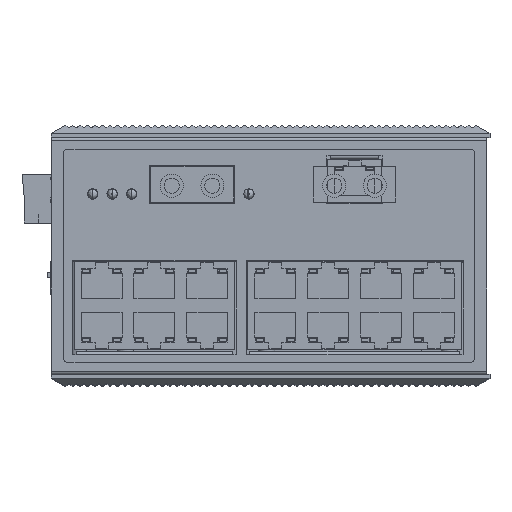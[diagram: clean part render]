
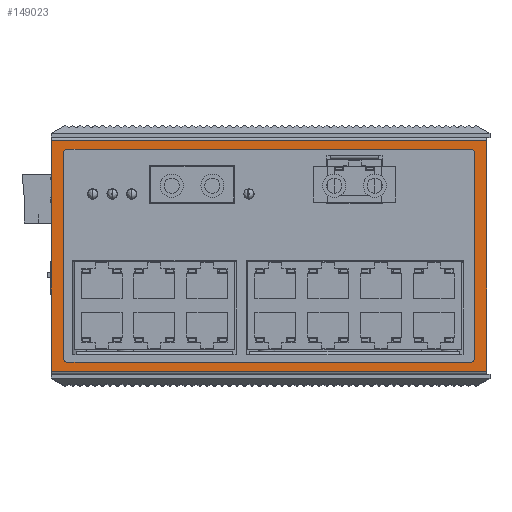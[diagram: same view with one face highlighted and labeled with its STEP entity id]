
A CAD part, top view. The second image highlights one B-rep face of the part: STEP entity #149023.
In plain terms, the highlighted face is planar.
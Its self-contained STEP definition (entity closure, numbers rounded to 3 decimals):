
#145256=DIRECTION('',(-1.,0.,0.));
#145257=VECTOR('',#145256,134.);
#145258=CARTESIAN_POINT('',(67.,-72.1,-48.5));
#145259=LINE('',#145258,#145257);
#145271=DIRECTION('',(0.,-1.,0.));
#145272=VECTOR('',#145271,71.1);
#145273=CARTESIAN_POINT('',(-67.,-1.,-48.5));
#145274=LINE('',#145273,#145272);
#145278=DIRECTION('',(0.,1.,0.));
#145279=VECTOR('',#145278,71.1);
#145280=CARTESIAN_POINT('',(67.,-72.1,-48.5));
#145281=LINE('',#145280,#145279);
#145285=DIRECTION('',(-1.,0.,0.));
#145286=VECTOR('',#145285,134.);
#145287=CARTESIAN_POINT('',(67.,-1.,-48.5));
#145288=LINE('',#145287,#145286);
#145292=DIRECTION('',(0.,-1.,0.));
#145293=VECTOR('',#145292,63.5);
#145294=CARTESIAN_POINT('',(-63.2,-4.75,-48.5));
#145295=LINE('',#145294,#145293);
#145299=CARTESIAN_POINT('',(-62.2,-4.75,-48.5));
#145300=DIRECTION('',(0.,0.,-1.));
#145301=DIRECTION('',(-1.,0.,0.));
#145302=AXIS2_PLACEMENT_3D('',#145299,#145300,#145301);
#145307=DIRECTION('',(-1.,0.,0.));
#145308=VECTOR('',#145307,124.4);
#145309=CARTESIAN_POINT('',(62.2,-3.75,-48.5));
#145310=LINE('',#145309,#145308);
#145314=CARTESIAN_POINT('',(62.2,-4.75,-48.5));
#145315=DIRECTION('',(0.,0.,-1.));
#145316=DIRECTION('',(0.,1.,0.));
#145317=AXIS2_PLACEMENT_3D('',#145314,#145315,#145316);
#145322=DIRECTION('',(0.,1.,0.));
#145323=VECTOR('',#145322,63.5);
#145324=CARTESIAN_POINT('',(63.2,-68.25,-48.5));
#145325=LINE('',#145324,#145323);
#145329=CARTESIAN_POINT('',(62.2,-68.25,-48.5));
#145330=DIRECTION('',(0.,0.,-1.));
#145331=DIRECTION('',(1.,0.,0.));
#145332=AXIS2_PLACEMENT_3D('',#145329,#145330,#145331);
#145337=DIRECTION('',(1.,0.,0.));
#145338=VECTOR('',#145337,124.4);
#145339=CARTESIAN_POINT('',(-62.2,-69.25,-48.5));
#145340=LINE('',#145339,#145338);
#145344=CARTESIAN_POINT('',(-62.2,-68.25,-48.5));
#145345=DIRECTION('',(0.,0.,-1.));
#145346=DIRECTION('',(0.,-1.,0.));
#145347=AXIS2_PLACEMENT_3D('',#145344,#145345,#145346);
#147180=CARTESIAN_POINT('',(67.,-1.,-48.5));
#147181=CARTESIAN_POINT('',(-67.,-1.,-48.5));
#147182=VERTEX_POINT('',#147180);
#147183=VERTEX_POINT('',#147181);
#147196=CARTESIAN_POINT('',(67.,-72.1,-48.5));
#147197=CARTESIAN_POINT('',(-67.,-72.1,-48.5));
#147198=VERTEX_POINT('',#147196);
#147199=VERTEX_POINT('',#147197);
#147340=CARTESIAN_POINT('',(-63.2,-4.75,-48.5));
#147341=CARTESIAN_POINT('',(-63.2,-68.25,-48.5));
#147342=VERTEX_POINT('',#147340);
#147343=VERTEX_POINT('',#147341);
#147344=CARTESIAN_POINT('',(-62.2,-69.25,-48.5));
#147345=CARTESIAN_POINT('',(62.2,-69.25,-48.5));
#147346=VERTEX_POINT('',#147344);
#147347=VERTEX_POINT('',#147345);
#147348=CARTESIAN_POINT('',(63.2,-68.25,-48.5));
#147349=CARTESIAN_POINT('',(63.2,-4.75,-48.5));
#147350=VERTEX_POINT('',#147348);
#147351=VERTEX_POINT('',#147349);
#147352=CARTESIAN_POINT('',(62.2,-3.75,-48.5));
#147353=CARTESIAN_POINT('',(-62.2,-3.75,-48.5));
#147354=VERTEX_POINT('',#147352);
#147355=VERTEX_POINT('',#147353);
#148993=CARTESIAN_POINT('',(-67.,-1.,-48.5));
#148994=DIRECTION('',(0.,0.,1.));
#148995=DIRECTION('',(-1.,0.,0.));
#148996=AXIS2_PLACEMENT_3D('',#148993,#148994,#148995);
#148997=PLANE('',#148996);
#148998=ORIENTED_EDGE('',*,*,#148781,.T.);
#148999=ORIENTED_EDGE('',*,*,#148987,.F.);
#149000=ORIENTED_EDGE('',*,*,#147933,.T.);
#149002=ORIENTED_EDGE('',*,*,#149001,.T.);
#149003=EDGE_LOOP('',(#148998,#148999,#149000,#149002));
#149004=FACE_OUTER_BOUND('',#149003,.F.);
#149006=ORIENTED_EDGE('',*,*,#149005,.F.);
#149008=ORIENTED_EDGE('',*,*,#149007,.T.);
#149010=ORIENTED_EDGE('',*,*,#149009,.F.);
#149012=ORIENTED_EDGE('',*,*,#149011,.T.);
#149014=ORIENTED_EDGE('',*,*,#149013,.F.);
#149016=ORIENTED_EDGE('',*,*,#149015,.T.);
#149018=ORIENTED_EDGE('',*,*,#149017,.F.);
#149020=ORIENTED_EDGE('',*,*,#149019,.T.);
#149021=EDGE_LOOP('',(#149006,#149008,#149010,#149012,#149014,#149016,#149018,
#149020));
#149022=FACE_BOUND('',#149021,.F.);
#145303=CIRCLE('',#145302,1.);
#145318=CIRCLE('',#145317,1.);
#145333=CIRCLE('',#145332,1.);
#145348=CIRCLE('',#145347,1.);
#147933=EDGE_CURVE('',#147198,#147182,#145281,.T.);
#148781=EDGE_CURVE('',#147183,#147199,#145274,.T.);
#148987=EDGE_CURVE('',#147198,#147199,#145259,.T.);
#149001=EDGE_CURVE('',#147182,#147183,#145288,.T.);
#149005=EDGE_CURVE('',#147342,#147343,#145295,.T.);
#149007=EDGE_CURVE('',#147342,#147355,#145303,.T.);
#149009=EDGE_CURVE('',#147354,#147355,#145310,.T.);
#149011=EDGE_CURVE('',#147354,#147351,#145318,.T.);
#149013=EDGE_CURVE('',#147350,#147351,#145325,.T.);
#149015=EDGE_CURVE('',#147350,#147347,#145333,.T.);
#149017=EDGE_CURVE('',#147346,#147347,#145340,.T.);
#149019=EDGE_CURVE('',#147346,#147343,#145348,.T.);
#149023=ADVANCED_FACE('',(#149004,#149022),#148997,.F.);
